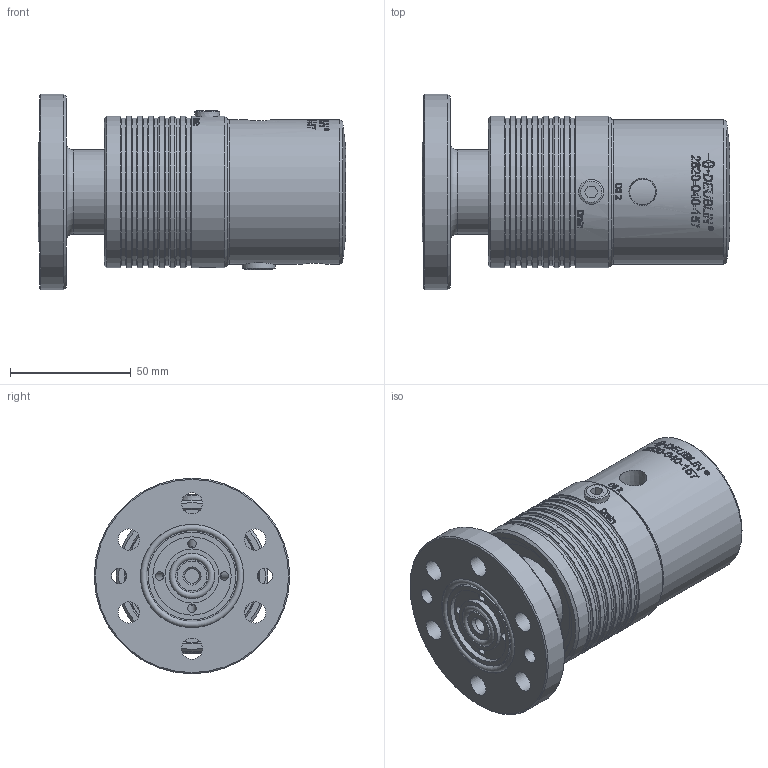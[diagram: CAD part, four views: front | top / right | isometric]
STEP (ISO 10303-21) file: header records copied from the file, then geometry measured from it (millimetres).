
FILE_DESCRIPTION(/* description */ (''),/* implementation_level */ '2;1');
FILE_NAME(/* name */ '2620-040-157-IC.stp',/* time_stamp */ '2020-05-17T14:56:04-05:00',/* author */ ('Moorera'),/* organization */ (''),/* preprocessor_version */ 'ST-DEVELOPER v18.1',/* originating_system */ 'Autodesk Inventor 2020',/* authorisation */ '');
FILE_SCHEMA (('AUTOMOTIVE_DESIGN { 1 0 10303 214 3 1 1 }'));
Products named in the file (1): 2620-040-157-IC
Bounding box: 127.22 x 81 x 81 mm (x, y, z)
Volume: 346042.7 mm3; surface area: 49305.9 mm2
Topology: 3 solids, 3 shells, 768 faces, 2032 edges, 1361 vertices
Faces by surface type: bspline 339, plane 271, cylinder 118, cone 22, torus 18
Full cylindrical faces by diameter (mm): 2.5 x2, 3.5 x4, 6 x1, 6.4 x2, 7.95 x1, 8.4 x1, 8.8 x6, 10.719 x2, 12.4 x1, 18.8 x1, 22.4 x1, 32.4 x1, 35 x1, 36.4 x1, 42.8 x1, 54.95 x1, 55.1 x2, 58 x1, 60 x1, 61 x7, 62.8 x8, 81 x1
Entity records: 99528 total; most frequent: CARTESIAN_POINT 81555, ORIENTED_EDGE 4064, DIRECTION 3004, EDGE_CURVE 2032, VERTEX_POINT 1361, AXIS2_PLACEMENT_3D 1076, EDGE_LOOP 889, LINE 852
